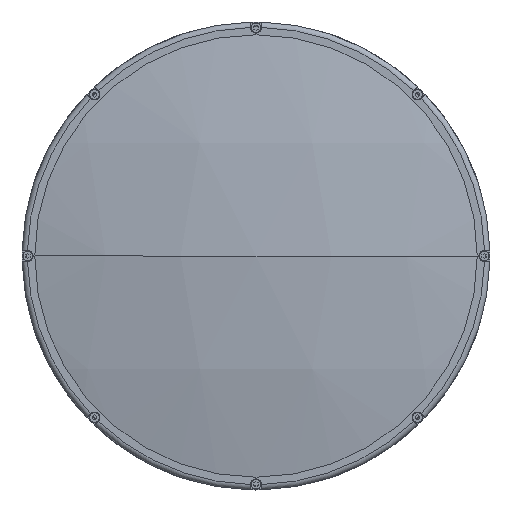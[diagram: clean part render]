
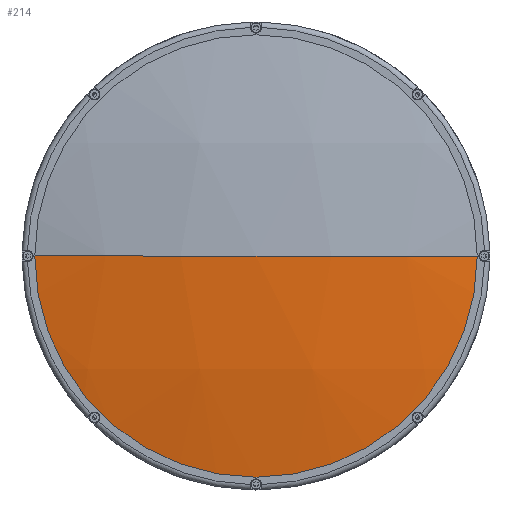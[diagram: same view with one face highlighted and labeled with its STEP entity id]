
A CAD part, left-side view. The second image highlights one B-rep face of the part: STEP entity #214.
In plain terms, the highlighted spherical face has radius 606 mm.
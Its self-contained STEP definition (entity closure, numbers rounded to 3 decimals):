
#214 = ADVANCED_FACE ( 'NONE', ( #2396 ), #5991, .T. ) ;
#233 = AXIS2_PLACEMENT_3D ( 'NONE', #1072, #8368, #1984 ) ;
#618 = EDGE_CURVE ( 'NONE', #7283, #9731, #7328, .T. ) ;
#957 = ORIENTED_EDGE ( 'NONE', *, *, #618, .F. ) ;
#1072 = CARTESIAN_POINT ( 'NONE',  ( 45.627, 0., 0. ) ) ;
#1320 = ORIENTED_EDGE ( 'NONE', *, *, #6021, .T. ) ;
#1347 = EDGE_CURVE ( 'NONE', #7283, #2799, #1408, .T. ) ;
#1408 = CIRCLE ( 'NONE', #5185, 124.9 ) ;
#1507 = DIRECTION ( 'NONE',  ( 0., 0., -1. ) ) ;
#1701 = CARTESIAN_POINT ( 'NONE',  ( 45.627, 0., 0. ) ) ;
#1984 = DIRECTION ( 'NONE',  ( 0., 1., 0. ) ) ;
#1991 = DIRECTION ( 'NONE',  ( 0., 0., 1. ) ) ;
#2089 = EDGE_LOOP ( 'NONE', ( #9505, #1320, #957 ) ) ;
#2396 = FACE_OUTER_BOUND ( 'NONE', #2089, .T. ) ;
#2799 = VERTEX_POINT ( 'NONE', #5847 ) ;
#2877 = DIRECTION ( 'NONE',  ( 0., 0., 1. ) ) ;
#3631 = CARTESIAN_POINT ( 'NONE',  ( -547.362, 0., 0. ) ) ;
#4547 = CARTESIAN_POINT ( 'NONE',  ( -560.373, 0., 0. ) ) ;
#5185 = AXIS2_PLACEMENT_3D ( 'NONE', #3631, #8556, #1991 ) ;
#5654 = AXIS2_PLACEMENT_3D ( 'NONE', #1701, #1507, #7204 ) ;
#5847 = CARTESIAN_POINT ( 'NONE',  ( -547.362, -124.9, 0. ) ) ;
#5991 = SPHERICAL_SURFACE ( 'NONE', #233, 606. ) ;
#6021 = EDGE_CURVE ( 'NONE', #2799, #9731, #9284, .T. ) ;
#6425 = AXIS2_PLACEMENT_3D ( 'NONE', #8791, #2877, #9481 ) ;
#7204 = DIRECTION ( 'NONE',  ( 0., 1., 0. ) ) ;
#7283 = VERTEX_POINT ( 'NONE', #8291 ) ;
#7328 = CIRCLE ( 'NONE', #6425, 606. ) ;
#8291 = CARTESIAN_POINT ( 'NONE',  ( -547.362, 124.9, 0. ) ) ;
#8368 = DIRECTION ( 'NONE',  ( 0., 0., -1. ) ) ;
#8556 = DIRECTION ( 'NONE',  ( -1., 0., 0. ) ) ;
#8791 = CARTESIAN_POINT ( 'NONE',  ( 45.627, 0., 0. ) ) ;
#9284 = CIRCLE ( 'NONE', #5654, 606. ) ;
#9481 = DIRECTION ( 'NONE',  ( 0., -1., 0. ) ) ;
#9505 = ORIENTED_EDGE ( 'NONE', *, *, #1347, .T. ) ;
#9731 = VERTEX_POINT ( 'NONE', #4547 ) ;
